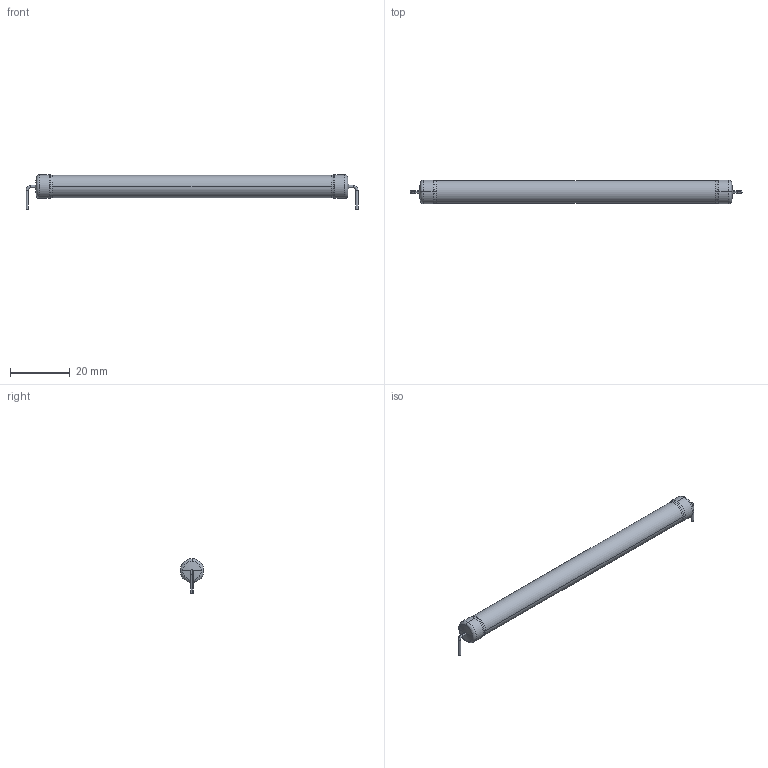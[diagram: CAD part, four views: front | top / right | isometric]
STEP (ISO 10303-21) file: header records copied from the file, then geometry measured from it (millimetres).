
FILE_DESCRIPTION((''),'2;1');
FILE_NAME('RES_OHMITE_MOX-4-12.stp','2014-03-31T12:39:31',(''),(''),'Mechanical Desktop 2011','Mechanical Desktop 2011',', , ');
FILE_SCHEMA(('AUTOMOTIVE_DESIGN { 1 2 10303 214 1 1 1 1 }'));
Length unit declared in the file: millimetre
Products named in the file (1): Product
Bounding box: 110.8 x 7.87 x 11.47 mm (x, y, z)
Volume: 4607.5 mm3; surface area: 2580.2 mm2
Topology: 3 solids, 3 shells, 38 faces, 94 edges, 58 vertices
Faces by surface type: bspline 22, cylinder 8, torus 4, cone 2, plane 2
Entity records: 1628 total; most frequent: CARTESIAN_POINT 713, DIRECTION 196, ORIENTED_EDGE 180, EDGE_CURVE 90, AXIS2_PLACEMENT_3D 89, CIRCLE 72, VERTEX_POINT 58, EDGE_LOOP 38
